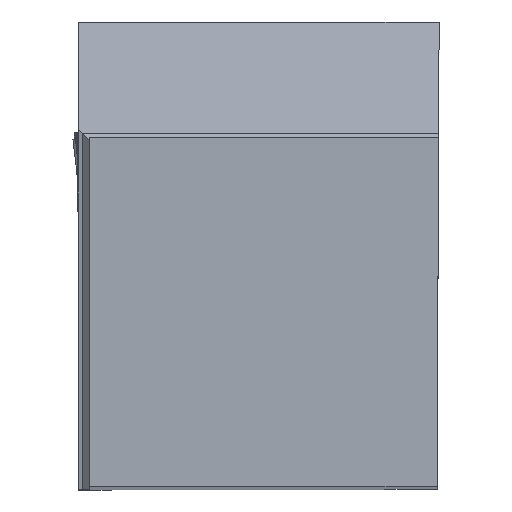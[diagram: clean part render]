
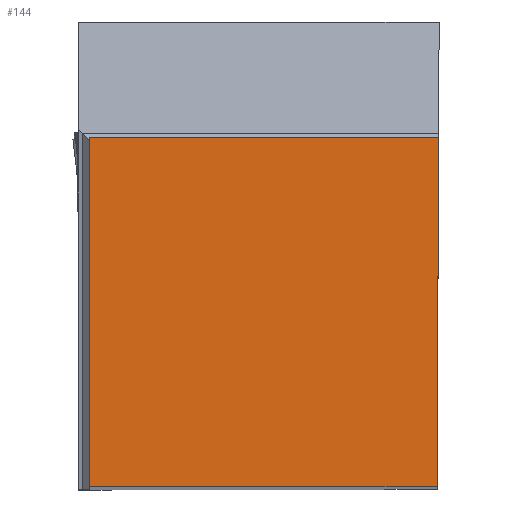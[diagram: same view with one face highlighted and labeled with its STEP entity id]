
A CAD part, top view. The second image highlights one B-rep face of the part: STEP entity #144.
In plain terms, the highlighted planar face has unit normal (0, 0, 1).
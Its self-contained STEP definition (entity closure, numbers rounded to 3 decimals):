
#144=ADVANCED_FACE('BLANK_BOXF006',(#236),#186,.F.);
#186=PLANE('',#1225);
#236=FACE_OUTER_BOUND('',#289,.T.);
#289=EDGE_LOOP('',(#549,#550,#551,#552));
#549=ORIENTED_EDGE('',*,*,#849,.F.);
#550=ORIENTED_EDGE('',*,*,#807,.F.);
#551=ORIENTED_EDGE('',*,*,#848,.F.);
#552=ORIENTED_EDGE('',*,*,#850,.F.);
#686=VERTEX_POINT('',#1775);
#687=VERTEX_POINT('',#1777);
#718=VERTEX_POINT('',#1853);
#719=VERTEX_POINT('',#1857);
#807=EDGE_CURVE('',#686,#687,#927,.T.);
#848=EDGE_CURVE('',#718,#686,#963,.T.);
#849=EDGE_CURVE('',#687,#719,#964,.T.);
#850=EDGE_CURVE('',#719,#718,#965,.T.);
#927=LINE('',#1776,#1042);
#963=LINE('',#1854,#1078);
#964=LINE('',#1856,#1079);
#965=LINE('',#1858,#1080);
#1042=VECTOR('',#1421,1.);
#1078=VECTOR('',#1477,1.);
#1079=VECTOR('',#1480,1.);
#1080=VECTOR('',#1481,1.);
#1225=AXIS2_PLACEMENT_3D('',#1859,#1482,#1483);
#1421=DIRECTION('',(-1.,0.,0.));
#1477=DIRECTION('',(-0.004,-1.,0.));
#1480=DIRECTION('',(0.,1.,0.));
#1481=DIRECTION('',(1.,0.,0.));
#1482=DIRECTION('',(0.,0.,-1.));
#1483=DIRECTION('',(0.,-1.,0.));
#1775=CARTESIAN_POINT('',(-0.109,0.,0.));
#1776=CARTESIAN_POINT('',(150.85,0.,0.));
#1777=CARTESIAN_POINT('',(-24.875,0.,0.));
#1853=CARTESIAN_POINT('',(0.,24.875,0.));
#1854=CARTESIAN_POINT('',(0.55,150.849,0.));
#1856=CARTESIAN_POINT('',(-24.875,-150.85,0.));
#1857=CARTESIAN_POINT('',(-24.875,24.875,0.));
#1858=CARTESIAN_POINT('',(-150.85,24.875,0.));
#1859=CARTESIAN_POINT('',(-25.675,-5.,0.));
